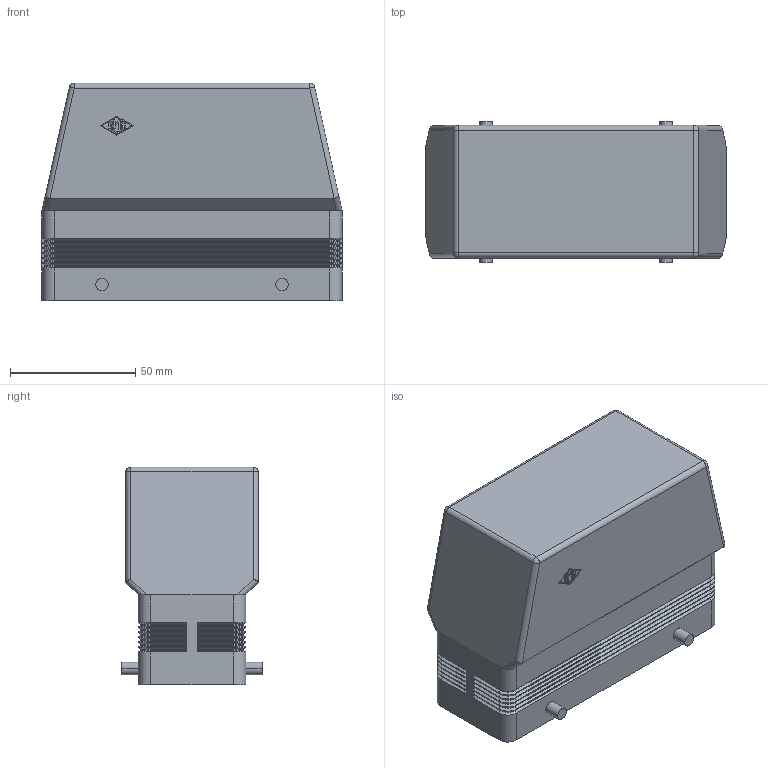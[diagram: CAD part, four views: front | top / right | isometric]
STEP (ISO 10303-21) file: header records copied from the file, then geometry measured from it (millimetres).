
FILE_DESCRIPTION(('Creo Elements/Direct Modeling STEP Export'),'2;1');
FILE_NAME('CQC 24.stp','2011-08-03T 9:36:33',(''),(''),'Creo Elements/Direct Modeling STEP processor for AP214 (Solid Model)','Creo Elements/Direct Modeling 17.0C 05-Feb-2011 (C) Parametric Technology GmbH','');
FILE_SCHEMA(('AUTOMOTIVE_DESIGN { 1 0 10303 214 1 1 1 1 }'));
Length unit declared in the file: millimetre
Products named in the file (1): MSBO6931
Bounding box: 120 x 56 x 87 mm (x, y, z)
Volume: 91729.1 mm3; surface area: 68331.3 mm2
Topology: 1 solids, 1 shells, 386 faces, 920 edges, 543 vertices
Faces by surface type: plane 228, cylinder 106, cone 48, sphere 4
Entity records: 13834 total; most frequent: CARTESIAN_POINT 1877, DIRECTION 1833, ORIENTED_EDGE 1832, EDGE_CURVE 916, VECTOR 691, LINE 691, AXIS2_PLACEMENT_3D 571, VERTEX_POINT 543
